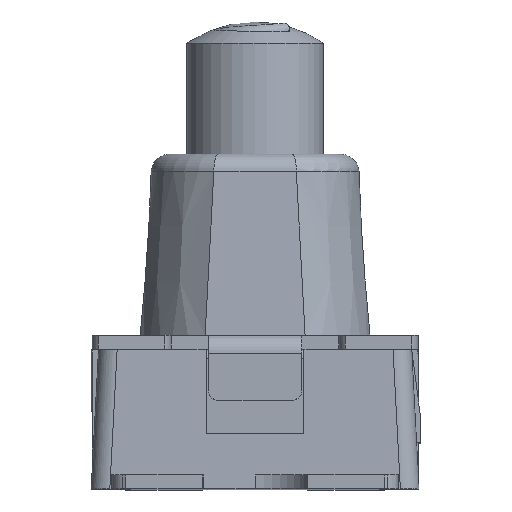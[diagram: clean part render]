
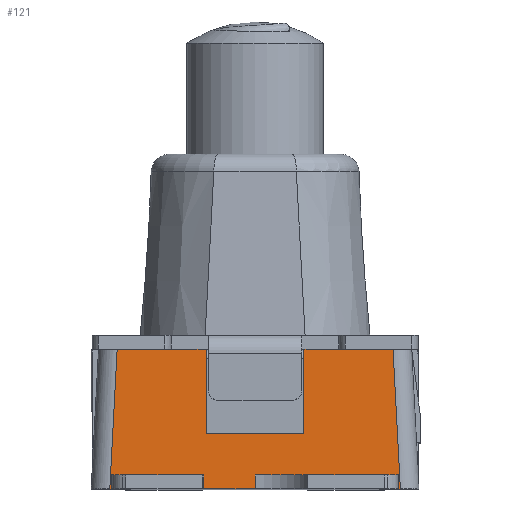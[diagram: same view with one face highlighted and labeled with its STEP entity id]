
A CAD part, top view. The second image highlights one B-rep face of the part: STEP entity #121.
In plain terms, the highlighted planar face has unit normal (0, 0.035, 0.999).
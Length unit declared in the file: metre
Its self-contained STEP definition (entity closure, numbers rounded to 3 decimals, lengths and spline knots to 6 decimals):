
#121 = ADVANCED_FACE( '', ( #538 ), #539, .T. );
#538 = FACE_OUTER_BOUND( '', #1798, .T. );
#539 = PLANE( '', #1799 );
#1798 = EDGE_LOOP( '', ( #3672, #3673, #3674, #3675, #3676, #3677, #3678, #3679, #3680, #3681, #3682, #3683, #3684, #3685, #3686, #3687, #3688, #3689 ) );
#1799 = AXIS2_PLACEMENT_3D( '', #3690, #3691, #3692 );
#3672 = ORIENTED_EDGE( '', *, *, #6320, .F. );
#3673 = ORIENTED_EDGE( '', *, *, #6321, .F. );
#3674 = ORIENTED_EDGE( '', *, *, #6322, .F. );
#3675 = ORIENTED_EDGE( '', *, *, #6323, .T. );
#3676 = ORIENTED_EDGE( '', *, *, #6324, .F. );
#3677 = ORIENTED_EDGE( '', *, *, #6325, .T. );
#3678 = ORIENTED_EDGE( '', *, *, #6073, .T. );
#3679 = ORIENTED_EDGE( '', *, *, #5945, .T. );
#3680 = ORIENTED_EDGE( '', *, *, #6326, .F. );
#3681 = ORIENTED_EDGE( '', *, *, #6327, .T. );
#3682 = ORIENTED_EDGE( '', *, *, #6328, .T. );
#3683 = ORIENTED_EDGE( '', *, *, #5994, .T. );
#3684 = ORIENTED_EDGE( '', *, *, #6329, .F. );
#3685 = ORIENTED_EDGE( '', *, *, #6330, .T. );
#3686 = ORIENTED_EDGE( '', *, *, #6331, .T. );
#3687 = ORIENTED_EDGE( '', *, *, #5987, .T. );
#3688 = ORIENTED_EDGE( '', *, *, #6070, .F. );
#3689 = ORIENTED_EDGE( '', *, *, #6318, .T. );
#3690 = CARTESIAN_POINT( '', ( -0.002846, 0., 0.00276 ) );
#3691 = DIRECTION( '', ( 0., 0.035, 0.999 ) );
#3692 = DIRECTION( '', ( 1., 0., 0. ) );
#5945 = EDGE_CURVE( '', #6926, #6924, #6927, .T. );
#5987 = EDGE_CURVE( '', #7010, #7008, #7011, .T. );
#5994 = EDGE_CURVE( '', #7024, #7022, #7025, .T. );
#6070 = EDGE_CURVE( '', #7167, #7008, #7168, .T. );
#6073 = EDGE_CURVE( '', #7172, #6926, #7173, .T. );
#6318 = EDGE_CURVE( '', #7167, #7608, #7610, .T. );
#6320 = EDGE_CURVE( '', #7612, #7608, #7613, .T. );
#6321 = EDGE_CURVE( '', #7614, #7612, #7615, .T. );
#6322 = EDGE_CURVE( '', #7616, #7614, #7617, .T. );
#6323 = EDGE_CURVE( '', #7616, #7618, #7619, .T. );
#6324 = EDGE_CURVE( '', #7620, #7618, #7621, .T. );
#6325 = EDGE_CURVE( '', #7620, #7172, #7622, .T. );
#6326 = EDGE_CURVE( '', #7623, #6924, #7624, .T. );
#6327 = EDGE_CURVE( '', #7623, #7625, #7626, .T. );
#6328 = EDGE_CURVE( '', #7625, #7024, #7627, .T. );
#6329 = EDGE_CURVE( '', #7628, #7022, #7629, .T. );
#6330 = EDGE_CURVE( '', #7628, #7630, #7631, .T. );
#6331 = EDGE_CURVE( '', #7630, #7010, #7632, .T. );
#6924 = VERTEX_POINT( '', #8542 );
#6926 = VERTEX_POINT( '', #8545 );
#6927 = LINE( '', #8546, #8547 );
#7008 = VERTEX_POINT( '', #8679 );
#7010 = VERTEX_POINT( '', #8689 );
#7011 = LINE( '', #8690, #8691 );
#7022 = VERTEX_POINT( '', #8704 );
#7024 = VERTEX_POINT( '', #8707 );
#7025 = LINE( '', #8708, #8709 );
#7167 = VERTEX_POINT( '', #9114 );
#7168 = LINE( '', #9115, #9116 );
#7172 = VERTEX_POINT( '', #9130 );
#7173 = LINE( '', #9131, #9132 );
#7608 = VERTEX_POINT( '', #9895 );
#7610 = LINE( '', #9897, #9898 );
#7612 = VERTEX_POINT( '', #9901 );
#7613 = LINE( '', #9902, #9903 );
#7614 = VERTEX_POINT( '', #9904 );
#7615 = LINE( '', #9905, #9906 );
#7616 = VERTEX_POINT( '', #9907 );
#7617 = LINE( '', #9908, #9909 );
#7618 = VERTEX_POINT( '', #9910 );
#7619 = LINE( '', #9911, #9912 );
#7620 = VERTEX_POINT( '', #9913 );
#7621 = LINE( '', #9914, #9915 );
#7622 = LINE( '', #9916, #9917 );
#7623 = VERTEX_POINT( '', #9918 );
#7624 = LINE( '', #9919, #9920 );
#7625 = VERTEX_POINT( '', #9921 );
#7626 = LINE( '', #9922, #9923 );
#7627 = LINE( '', #9924, #9925 );
#7628 = VERTEX_POINT( '', #9926 );
#7629 = LINE( '', #9927, #9928 );
#7630 = VERTEX_POINT( '', #9929 );
#7631 = LINE( '', #9930, #9931 );
#7632 = LINE( '', #9932, #9933 );
#8542 = CARTESIAN_POINT( '', ( -0.00154, 0., 0.00276 ) );
#8545 = CARTESIAN_POINT( '', ( -0.00156, 0., 0.00276 ) );
#8546 = CARTESIAN_POINT( '', ( -0.00156, 0., 0.00276 ) );
#8547 = VECTOR( '', #11509, 1. );
#8679 = CARTESIAN_POINT( '', ( 0.00156, 0., 0.00276 ) );
#8689 = CARTESIAN_POINT( '', ( 0.00154, 0., 0.00276 ) );
#8690 = CARTESIAN_POINT( '', ( 0.00154, 0., 0.00276 ) );
#8691 = VECTOR( '', #11567, 1. );
#8704 = CARTESIAN_POINT( '', ( 0., 0., 0.00276 ) );
#8707 = CARTESIAN_POINT( '', ( -0.00055, 0., 0.00276 ) );
#8708 = CARTESIAN_POINT( '', ( -0.00055, 0., 0.00276 ) );
#8709 = VECTOR( '', #11580, 1. );
#9114 = CARTESIAN_POINT( '', ( 0.001481, 0.0015, 0.002708 ) );
#9115 = CARTESIAN_POINT( '', ( 0.001481, 0.0015, 0.002708 ) );
#9116 = VECTOR( '', #11642, 1. );
#9130 = CARTESIAN_POINT( '', ( -0.001481, 0.0015, 0.002708 ) );
#9131 = CARTESIAN_POINT( '', ( -0.001481, 0.0015, 0.002708 ) );
#9132 = VECTOR( '', #11644, 1. );
#9895 = CARTESIAN_POINT( '', ( 0.000931, 0.0015, 0.002708 ) );
#9897 = CARTESIAN_POINT( '', ( 0.001481, 0.0015, 0.002708 ) );
#9898 = VECTOR( '', #11959, 1. );
#9901 = CARTESIAN_POINT( '', ( 0.000525, 0.0015, 0.002708 ) );
#9902 = CARTESIAN_POINT( '', ( 0.000525, 0.0015, 0.002708 ) );
#9903 = VECTOR( '', #11961, 1. );
#9904 = CARTESIAN_POINT( '', ( 0.000525, 0.0006, 0.002739 ) );
#9905 = CARTESIAN_POINT( '', ( 0.000525, 0.0006, 0.002739 ) );
#9906 = VECTOR( '', #11962, 1. );
#9907 = CARTESIAN_POINT( '', ( -0.000525, 0.0006, 0.002739 ) );
#9908 = CARTESIAN_POINT( '', ( -0.000525, 0.0006, 0.002739 ) );
#9909 = VECTOR( '', #11963, 1. );
#9910 = CARTESIAN_POINT( '', ( -0.000525, 0.0015, 0.002708 ) );
#9911 = CARTESIAN_POINT( '', ( -0.000525, 0.0006, 0.002739 ) );
#9912 = VECTOR( '', #11964, 1. );
#9913 = CARTESIAN_POINT( '', ( -0.000931, 0.0015, 0.002708 ) );
#9914 = CARTESIAN_POINT( '', ( -0.000931, 0.0015, 0.002708 ) );
#9915 = VECTOR( '', #11965, 1. );
#9916 = CARTESIAN_POINT( '', ( -0.000931, 0.0015, 0.002708 ) );
#9917 = VECTOR( '', #11966, 1. );
#9918 = CARTESIAN_POINT( '', ( -0.00154, 0.00015, 0.002755 ) );
#9919 = CARTESIAN_POINT( '', ( -0.00154, 0.00015, 0.002755 ) );
#9920 = VECTOR( '', #11967, 1. );
#9921 = CARTESIAN_POINT( '', ( -0.00055, 0.00015, 0.002755 ) );
#9922 = CARTESIAN_POINT( '', ( -0.00154, 0.00015, 0.002755 ) );
#9923 = VECTOR( '', #11968, 1. );
#9924 = CARTESIAN_POINT( '', ( -0.00055, 0.00015, 0.002755 ) );
#9925 = VECTOR( '', #11969, 1. );
#9926 = CARTESIAN_POINT( '', ( 0., 0.00015, 0.002755 ) );
#9927 = CARTESIAN_POINT( '', ( 0., 0.00015, 0.002755 ) );
#9928 = VECTOR( '', #11970, 1. );
#9929 = CARTESIAN_POINT( '', ( 0.00154, 0.00015, 0.002755 ) );
#9930 = CARTESIAN_POINT( '', ( 0., 0.00015, 0.002755 ) );
#9931 = VECTOR( '', #11971, 1. );
#9932 = CARTESIAN_POINT( '', ( 0.00154, 0.00015, 0.002755 ) );
#9933 = VECTOR( '', #11972, 1. );
#11509 = DIRECTION( '', ( 1., 0., 0. ) );
#11567 = DIRECTION( '', ( 1., 0., 0. ) );
#11580 = DIRECTION( '', ( 1., 0., 0. ) );
#11642 = DIRECTION( '', ( 0.052, -0.998, 0.035 ) );
#11644 = DIRECTION( '', ( -0.052, -0.998, 0.035 ) );
#11959 = DIRECTION( '', ( -1., 0., 0. ) );
#11961 = DIRECTION( '', ( 1., 0., 0. ) );
#11962 = DIRECTION( '', ( 0., 0.999, -0.035 ) );
#11963 = DIRECTION( '', ( 1., 0., 0. ) );
#11964 = DIRECTION( '', ( 0., 0.999, -0.035 ) );
#11965 = DIRECTION( '', ( 1., 0., 0. ) );
#11966 = DIRECTION( '', ( -1., 0., 0. ) );
#11967 = DIRECTION( '', ( 0., -0.999, 0.035 ) );
#11968 = DIRECTION( '', ( 1., 0., 0. ) );
#11969 = DIRECTION( '', ( 0., -0.999, 0.035 ) );
#11970 = DIRECTION( '', ( 0., -0.999, 0.035 ) );
#11971 = DIRECTION( '', ( 1., 0., 0. ) );
#11972 = DIRECTION( '', ( 0., -0.999, 0.035 ) );
